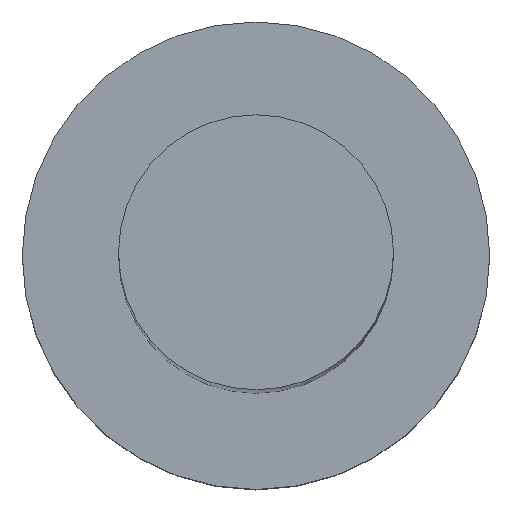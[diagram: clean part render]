
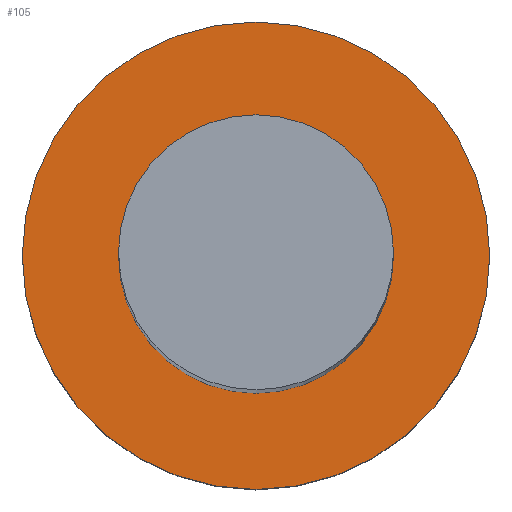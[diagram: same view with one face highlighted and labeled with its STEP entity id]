
A CAD part, top view. The second image highlights one B-rep face of the part: STEP entity #105.
In plain terms, the highlighted planar face has unit normal (0, 0, 1).
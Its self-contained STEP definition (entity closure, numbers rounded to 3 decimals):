
#7 = CARTESIAN_POINT ( 'NONE',  ( 0., 0., 5. ) ) ;
#9 = ORIENTED_EDGE ( 'NONE', *, *, #340, .F. ) ;
#11 = EDGE_LOOP ( 'NONE', ( #9, #110 ) ) ;
#13 = DIRECTION ( 'NONE',  ( 1., 0., 0. ) ) ;
#19 = ORIENTED_EDGE ( 'NONE', *, *, #358, .T. ) ;
#41 = VERTEX_POINT ( 'NONE', #158 ) ;
#53 = VERTEX_POINT ( 'NONE', #60 ) ;
#60 = CARTESIAN_POINT ( 'NONE',  ( 4.25, 0., 5. ) ) ;
#63 = DIRECTION ( 'NONE',  ( 1., 0., 0. ) ) ;
#69 = VERTEX_POINT ( 'NONE', #269 ) ;
#84 = VERTEX_POINT ( 'NONE', #192 ) ;
#93 = FACE_OUTER_BOUND ( 'NONE', #382, .T. ) ;
#105 = ADVANCED_FACE ( 'NONE', ( #412, #93 ), #227, .T. ) ;
#110 = ORIENTED_EDGE ( 'NONE', *, *, #188, .F. ) ;
#117 = ORIENTED_EDGE ( 'NONE', *, *, #362, .T. ) ;
#118 = AXIS2_PLACEMENT_3D ( 'NONE', #138, #245, #166 ) ;
#131 = CIRCLE ( 'NONE', #198, 2.5 ) ;
#138 = CARTESIAN_POINT ( 'NONE',  ( 0., 0., 5. ) ) ;
#158 = CARTESIAN_POINT ( 'NONE',  ( -2.5, 0., 5. ) ) ;
#166 = DIRECTION ( 'NONE',  ( 1., 0., 0. ) ) ;
#183 = DIRECTION ( 'NONE',  ( 0., 0., 1. ) ) ;
#187 = AXIS2_PLACEMENT_3D ( 'NONE', #211, #326, #431 ) ;
#188 = EDGE_CURVE ( 'NONE', #69, #41, #451, .T. ) ;
#192 = CARTESIAN_POINT ( 'NONE',  ( -4.25, 0., 5. ) ) ;
#194 = CARTESIAN_POINT ( 'NONE',  ( 0., 0., 5. ) ) ;
#198 = AXIS2_PLACEMENT_3D ( 'NONE', #7, #183, #13 ) ;
#211 = CARTESIAN_POINT ( 'NONE',  ( 0., 0., 5. ) ) ;
#227 = PLANE ( 'NONE',  #367 ) ;
#245 = DIRECTION ( 'NONE',  ( 0., 0., 1. ) ) ;
#269 = CARTESIAN_POINT ( 'NONE',  ( 2.5, 0., 5. ) ) ;
#285 = DIRECTION ( 'NONE',  ( 0., 0., 1. ) ) ;
#326 = DIRECTION ( 'NONE',  ( 0., 0., 1. ) ) ;
#328 = CARTESIAN_POINT ( 'NONE',  ( 0., 0., 5. ) ) ;
#340 = EDGE_CURVE ( 'NONE', #41, #69, #131, .T. ) ;
#358 = EDGE_CURVE ( 'NONE', #53, #84, #385, .T. ) ;
#361 = DIRECTION ( 'NONE',  ( 0., 0., 1. ) ) ;
#362 = EDGE_CURVE ( 'NONE', #84, #53, #445, .T. ) ;
#367 = AXIS2_PLACEMENT_3D ( 'NONE', #194, #361, #63 ) ;
#382 = EDGE_LOOP ( 'NONE', ( #117, #19 ) ) ;
#385 = CIRCLE ( 'NONE', #399, 4.25 ) ;
#399 = AXIS2_PLACEMENT_3D ( 'NONE', #328, #285, #403 ) ;
#403 = DIRECTION ( 'NONE',  ( 1., 0., 0. ) ) ;
#412 = FACE_BOUND ( 'NONE', #11, .T. ) ;
#431 = DIRECTION ( 'NONE',  ( 1., 0., 0. ) ) ;
#445 = CIRCLE ( 'NONE', #187, 4.25 ) ;
#451 = CIRCLE ( 'NONE', #118, 2.5 ) ;
